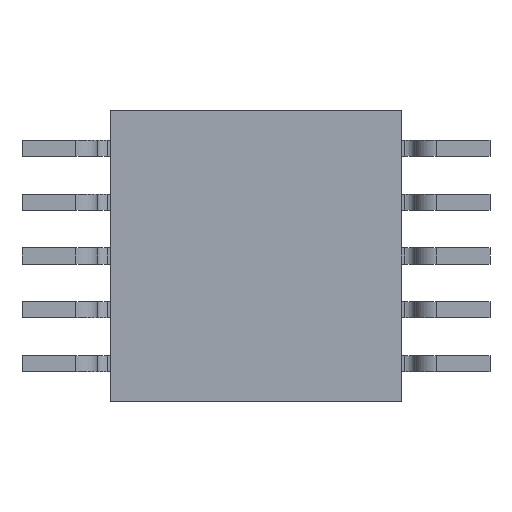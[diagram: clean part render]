
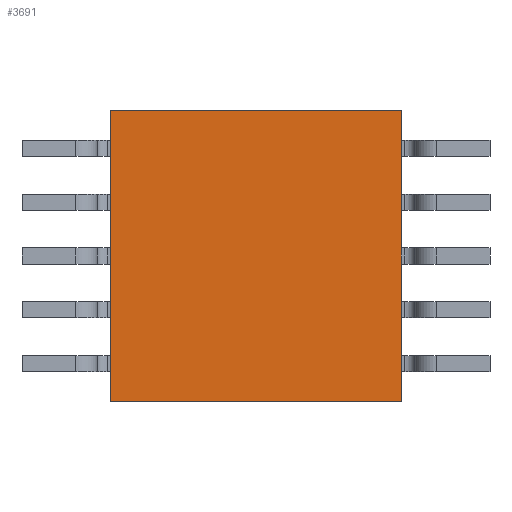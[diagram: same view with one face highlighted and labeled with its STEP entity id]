
A CAD part, front view. The second image highlights one B-rep face of the part: STEP entity #3691.
In plain terms, the highlighted planar face has unit normal (0, -1, 0).
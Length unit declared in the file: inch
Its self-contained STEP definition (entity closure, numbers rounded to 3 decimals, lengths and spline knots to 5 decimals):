
#126 = VERTEX_POINT ( 'NONE', #6366 ) ;
#470 = CARTESIAN_POINT ( 'NONE',  ( -0.135, 0., -0.135 ) ) ;
#617 = PLANE ( 'NONE',  #3209 ) ;
#1331 = VERTEX_POINT ( 'NONE', #1573 ) ;
#1374 = VECTOR ( 'NONE', #2522, 39.37008 ) ;
#1498 = DIRECTION ( 'NONE',  ( -1., 0., 0. ) ) ;
#1573 = CARTESIAN_POINT ( 'NONE',  ( 0.135, 0., -0.135 ) ) ;
#1705 = DIRECTION ( 'NONE',  ( 0., 0., -1. ) ) ;
#2351 = FACE_OUTER_BOUND ( 'NONE', #5398, .T. ) ;
#2474 = EDGE_CURVE ( 'NONE', #3309, #1331, #6056, .T. ) ;
#2522 = DIRECTION ( 'NONE',  ( 0., 0., 1. ) ) ;
#2539 = LINE ( 'NONE', #3136, #1374 ) ;
#2646 = DIRECTION ( 'NONE',  ( 0., 0., -1. ) ) ;
#2785 = EDGE_CURVE ( 'NONE', #126, #4017, #2539, .T. ) ;
#3134 = ORIENTED_EDGE ( 'NONE', *, *, #2785, .F. ) ;
#3136 = CARTESIAN_POINT ( 'NONE',  ( -0.135, 0., 0.135 ) ) ;
#3209 = AXIS2_PLACEMENT_3D ( 'NONE', #4554, #5068, #1705 ) ;
#3297 = CARTESIAN_POINT ( 'NONE',  ( -0.135, 0., 0.135 ) ) ;
#3309 = VERTEX_POINT ( 'NONE', #4207 ) ;
#3691 = ADVANCED_FACE ( 'NONE', ( #2351 ), #617, .T. ) ;
#3812 = VECTOR ( 'NONE', #6792, 39.37008 ) ;
#3827 = VECTOR ( 'NONE', #1498, 39.37008 ) ;
#3857 = VECTOR ( 'NONE', #2646, 39.37008 ) ;
#4017 = VERTEX_POINT ( 'NONE', #6446 ) ;
#4178 = ORIENTED_EDGE ( 'NONE', *, *, #2474, .F. ) ;
#4207 = CARTESIAN_POINT ( 'NONE',  ( 0.135, 0., 0.135 ) ) ;
#4554 = CARTESIAN_POINT ( 'NONE',  ( 0., 0., 0. ) ) ;
#4611 = ORIENTED_EDGE ( 'NONE', *, *, #5776, .F. ) ;
#4680 = EDGE_CURVE ( 'NONE', #1331, #126, #6459, .T. ) ;
#5025 = ORIENTED_EDGE ( 'NONE', *, *, #4680, .F. ) ;
#5068 = DIRECTION ( 'NONE',  ( 0., -1., 0. ) ) ;
#5284 = LINE ( 'NONE', #3297, #3812 ) ;
#5398 = EDGE_LOOP ( 'NONE', ( #4178, #4611, #3134, #5025 ) ) ;
#5776 = EDGE_CURVE ( 'NONE', #4017, #3309, #5284, .T. ) ;
#6056 = LINE ( 'NONE', #6489, #3857 ) ;
#6366 = CARTESIAN_POINT ( 'NONE',  ( -0.135, 0., -0.135 ) ) ;
#6446 = CARTESIAN_POINT ( 'NONE',  ( -0.135, 0., 0.135 ) ) ;
#6459 = LINE ( 'NONE', #470, #3827 ) ;
#6489 = CARTESIAN_POINT ( 'NONE',  ( 0.135, 0., 0.135 ) ) ;
#6792 = DIRECTION ( 'NONE',  ( 1., 0., 0. ) ) ;
